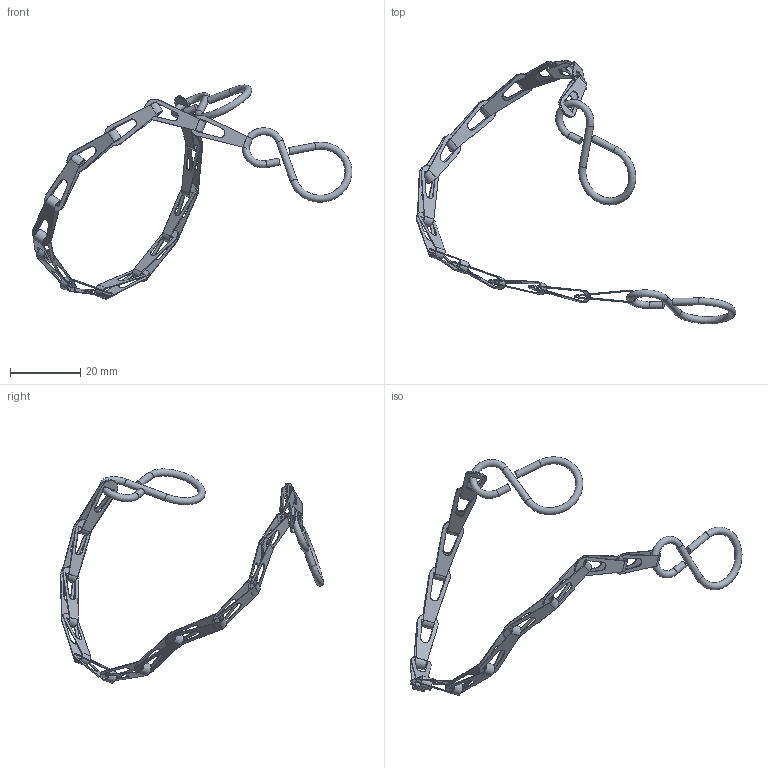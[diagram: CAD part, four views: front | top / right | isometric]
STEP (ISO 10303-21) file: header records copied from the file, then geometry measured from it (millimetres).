
FILE_DESCRIPTION(/* description */ ('KETTCHEN'),/* implementation_level */ '2;1');
FILE_NAME(/* name */ 'ekmv_k.stp',/* time_stamp */ '2022-09-17T15:14:21+02:00',/* author */ ('meier'),/* organization */ (''),/* preprocessor_version */ 'ST-DEVELOPER v18.1',/* originating_system */ 'Autodesk Inventor 2022',/* authorisation */ '867,06 mm^3');
FILE_SCHEMA (('AUTOMOTIVE_DESIGN { 1 0 10303 214 3 1 1 }'));
Length unit declared in the file: millimetre
Products named in the file (3): ENG-001440; 20050315B0000005-00; 20050315B0000006-00
Assembly tree (16 placements, depth 2):
  ENG-001440
    20050315B0000005-00  x14
    20050315B0000006-00  x2
Bounding box: 91.18 x 75.06 x 61.06 mm (x, y, z)
Volume: 867.1 mm3; surface area: 4856.9 mm2
Topology: 16 solids, 16 shells, 294 faces, 768 edges, 506 vertices
Faces by surface type: plane 186, cylinder 104, torus 4
Full cylindrical faces by diameter (mm): 2 x6
Entity records: 1029 total; most frequent: DIRECTION 184, CARTESIAN_POINT 155, ORIENTED_EDGE 132, AXIS2_PLACEMENT_3D 72, EDGE_CURVE 66, VERTEX_POINT 43, LINE 40, VECTOR 40
